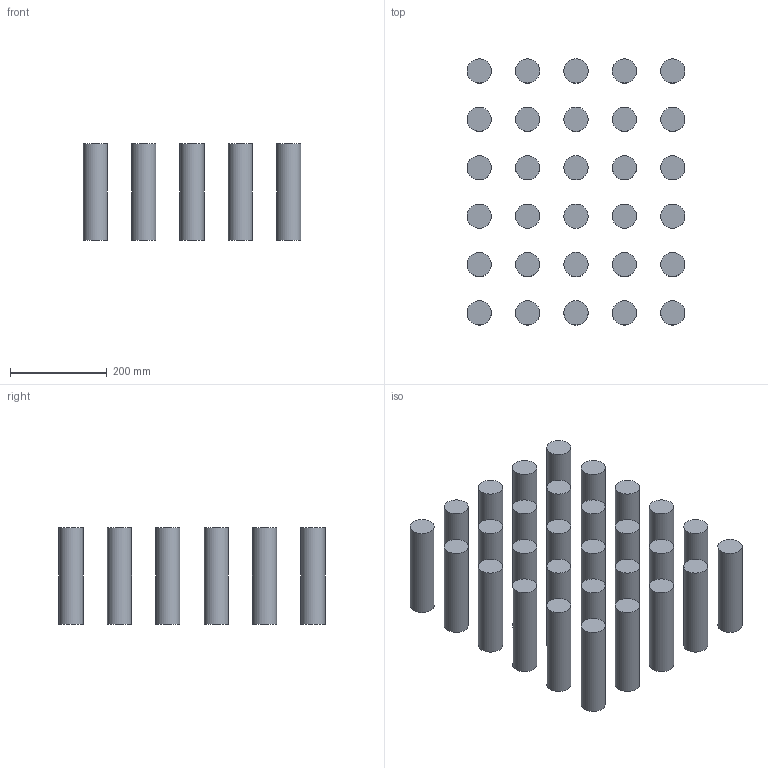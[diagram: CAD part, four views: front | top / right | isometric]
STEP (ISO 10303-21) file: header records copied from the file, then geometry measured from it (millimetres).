
FILE_DESCRIPTION(('Open CASCADE Model'),'2;1');
FILE_NAME('Open CASCADE Shape Model','2018-10-23T21:58:11',('Author'),( 'Open CASCADE'),'Open CASCADE STEP processor 6.9','Open CASCADE 6.9' ,'Unknown');
FILE_SCHEMA(('AUTOMOTIVE_DESIGN { 1 0 10303 214 1 1 1 1 }'));
Length unit declared in the file: millimetre
Products named in the file (30): SOLID
Bounding box: 450 x 550 x 200 mm (x, y, z)
Volume: 11780972.5 mm3; surface area: 1060287.5 mm2
Topology: 30 solids, 30 shells, 90 faces, 90 edges, 60 vertices
Faces by surface type: plane 60, cylinder 30
Full cylindrical faces by diameter (mm): 50 x30
Entity records: 3396 total; most frequent: DIRECTION 512, CARTESIAN_POINT 421, ORIENTED_EDGE 180, PCURVE 180, DEFINITIONAL_REPRESENTATION 180, AXIS2_PLACEMENT_3D 151, LINE 150, VECTOR 150
